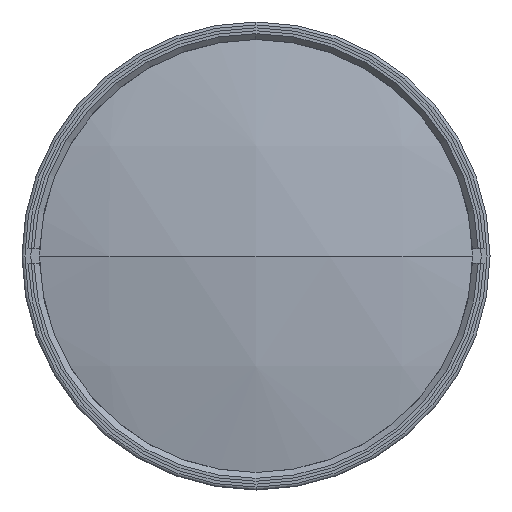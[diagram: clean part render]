
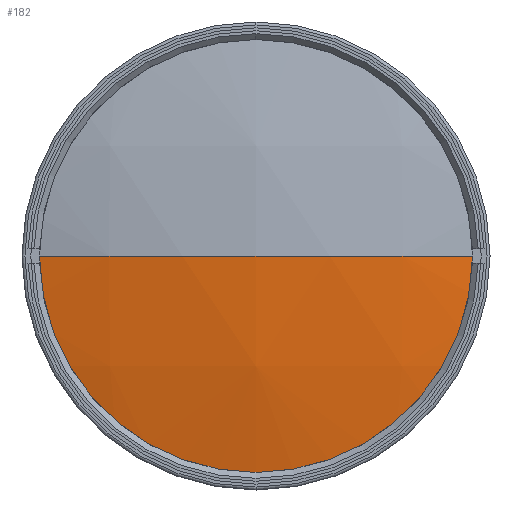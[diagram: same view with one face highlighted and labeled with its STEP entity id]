
A CAD part, left-side view. The second image highlights one B-rep face of the part: STEP entity #182.
In plain terms, the highlighted spherical face has radius 161 mm.
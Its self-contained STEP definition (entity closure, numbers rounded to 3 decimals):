
#78 = VERTEX_POINT ( 'NONE', #7189 ) ;
#182 = ADVANCED_FACE ( 'NONE', ( #2473 ), #2476, .T. ) ;
#1174 = EDGE_LOOP ( 'NONE', ( #13978, #14058, #13963 ) ) ;
#1737 = EDGE_CURVE ( 'NONE', #2771, #78, #10900, .T. ) ;
#1739 = EDGE_CURVE ( 'NONE', #2799, #2771, #10896, .T. ) ;
#1740 = EDGE_CURVE ( 'NONE', #2799, #78, #10898, .T. ) ;
#2473 = FACE_OUTER_BOUND ( 'NONE', #1174, .T. ) ;
#2476 = SPHERICAL_SURFACE ( 'NONE', #5534, 161. ) ;
#2771 = VERTEX_POINT ( 'NONE', #12499 ) ;
#2799 = VERTEX_POINT ( 'NONE', #12516 ) ;
#3815 = AXIS2_PLACEMENT_3D ( 'NONE', #11784, #11785, #11786 ) ;
#4339 = DIRECTION ( 'NONE',  ( 0., 1., 0. ) ) ;
#4362 = DIRECTION ( 'NONE',  ( 0., 0., -1. ) ) ;
#4375 = CARTESIAN_POINT ( 'NONE',  ( -79.426, 0., 0. ) ) ;
#5534 = AXIS2_PLACEMENT_3D ( 'NONE', #4375, #4362, #4339 ) ;
#7189 = CARTESIAN_POINT ( 'NONE',  ( -240.426, 0., 0. ) ) ;
#10896 = CIRCLE ( 'NONE', #10901, 37.5 ) ;
#10898 = CIRCLE ( 'NONE', #10903, 161. ) ;
#10900 = CIRCLE ( 'NONE', #3815, 161. ) ;
#10901 = AXIS2_PLACEMENT_3D ( 'NONE', #11791, #11792, #11793 ) ;
#10903 = AXIS2_PLACEMENT_3D ( 'NONE', #11794, #11795, #11796 ) ;
#11784 = CARTESIAN_POINT ( 'NONE',  ( -79.426, 0., 0. ) ) ;
#11785 = DIRECTION ( 'NONE',  ( 0., 0., -1. ) ) ;
#11786 = DIRECTION ( 'NONE',  ( 0., 1., 0. ) ) ;
#11791 = CARTESIAN_POINT ( 'NONE',  ( -235.998, 0., 0. ) ) ;
#11792 = DIRECTION ( 'NONE',  ( -1., 0., 0. ) ) ;
#11793 = DIRECTION ( 'NONE',  ( 0., 0., 1. ) ) ;
#11794 = CARTESIAN_POINT ( 'NONE',  ( -79.426, 0., 0. ) ) ;
#11795 = DIRECTION ( 'NONE',  ( 0., 0., 1. ) ) ;
#11796 = DIRECTION ( 'NONE',  ( 0., -1., 0. ) ) ;
#12499 = CARTESIAN_POINT ( 'NONE',  ( -235.998, -37.5, 0. ) ) ;
#12516 = CARTESIAN_POINT ( 'NONE',  ( -235.998, 37.5, 0. ) ) ;
#13963 = ORIENTED_EDGE ( 'NONE', *, *, #1740, .F. ) ;
#13978 = ORIENTED_EDGE ( 'NONE', *, *, #1739, .T. ) ;
#14058 = ORIENTED_EDGE ( 'NONE', *, *, #1737, .T. ) ;
